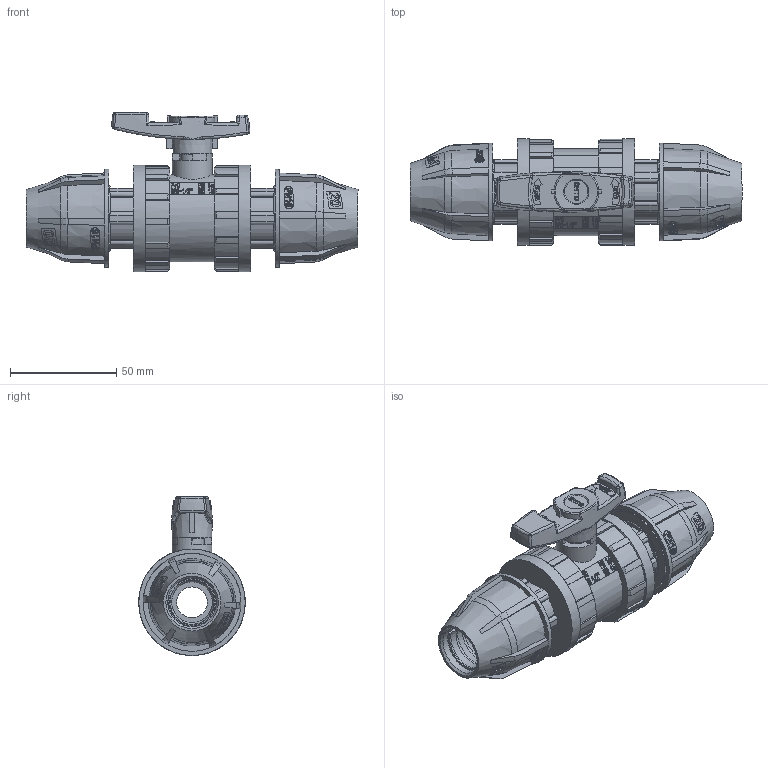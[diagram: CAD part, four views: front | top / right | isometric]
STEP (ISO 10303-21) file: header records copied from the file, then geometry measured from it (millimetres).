
FILE_DESCRIPTION(/* description */ (''),/* implementation_level */ '2;1');
FILE_NAME(/* name */ 'AK0915.000.020.step',/* time_stamp */ '2026-04-16T09:31:17+02:00',/* author */ (''),/* organization */ (''),/* preprocessor_version */ 'ST-DEVELOPER v20.1',/* originating_system */ 'Autodesk Translation Framework v14.24.0.0',/* authorisation */ '');
FILE_SCHEMA (('AUTOMOTIVE_DESIGN { 1 0 10303 214 3 1 1 }'));
Products named in the file (2): 2025-12-30-08-12-18-389; 2026-03-27-08-13-10-734
Assembly tree (2 placements, depth 2):
  2025-12-30-08-12-18-389
    2026-03-27-08-13-10-734  x2
Bounding box: 156.02 x 50 x 74.75 mm (x, y, z)
Volume: 135796.8 mm3; surface area: 102510.8 mm2
Topology: 24 solids, 24 shells, 1912 faces, 5016 edges, 3287 vertices
Faces by surface type: plane 697, bspline 658, cylinder 340, cone 137, torus 67, sphere 13
Full cylindrical faces by diameter (mm): 1.147 x1, 1.53 x1, 9.293 x4, 11.48 x3, 12.027 x1, 12.573 x2, 13.667 x1, 14.5 x2, 18.661 x1, 20.773 x1, 21 x4, 21.32 x2, 21.867 x2, 24.709 x3, 25.147 x1, 25.693 x3, 26 x6, 27.661 x3, 27.88 x1, 29 x2, 30.089 x10, 30.34 x1, 30.69 x3, 31 x10, 32.472 x3, 33.337 x10, 33.62 x1, 35.533 x1, 36.08 x4, 36.299 x1
Entity records: 66840 total; most frequent: CARTESIAN_POINT 35297, ORIENTED_EDGE 7236, DIRECTION 5280, EDGE_CURVE 3618, VERTEX_POINT 2372, AXIS2_PLACEMENT_3D 1783, LINE 1714, VECTOR 1714
